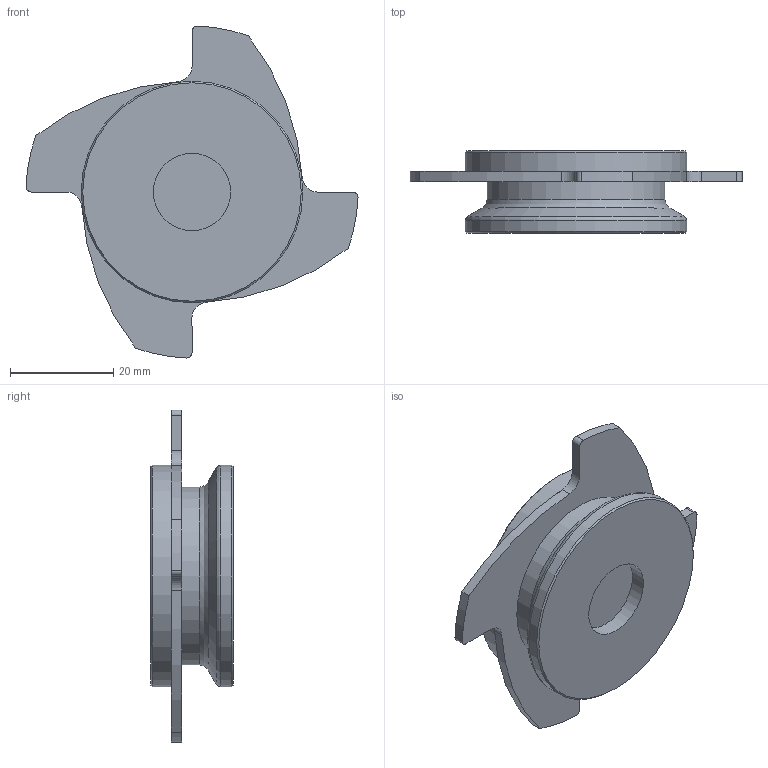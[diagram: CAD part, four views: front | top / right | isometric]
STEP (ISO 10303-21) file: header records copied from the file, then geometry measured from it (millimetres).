
FILE_DESCRIPTION((''),'2;1');
FILE_NAME('ckf3r-015-wafer-00.stp','2009-11-18T10:32:54',('nakaot'),(''),'Autodesk Inventor 2008','Autodesk Inventor 2008','');
FILE_SCHEMA(('AUTOMOTIVE_DESIGN { 1 0 10303 214 1 1 1 1 }'));
Length unit declared in the file: millimetre
Products named in the file (1): ckf3r-015-wafer-00
Bounding box: 64.44 x 16 x 64.44 mm (x, y, z)
Volume: 20326.9 mm3; surface area: 7704.5 mm2
Topology: 1 solids, 1 shells, 36 faces, 85 edges, 55 vertices
Faces by surface type: cylinder 21, plane 10, cone 3, bspline 1, torus 1
Full cylindrical faces by diameter (mm): 15 x1, 25 x1, 34.5 x1, 43 x2
Entity records: 1062 total; most frequent: CARTESIAN_POINT 209, DIRECTION 192, ORIENTED_EDGE 148, AXIS2_PLACEMENT_3D 82, EDGE_CURVE 74, VERTEX_POINT 54, EDGE_LOOP 50, CIRCLE 46
